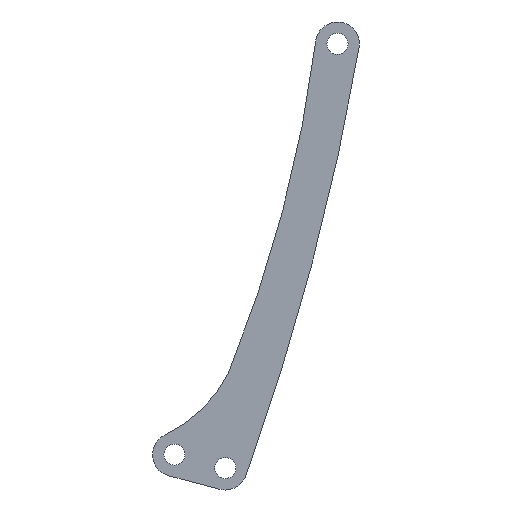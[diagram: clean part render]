
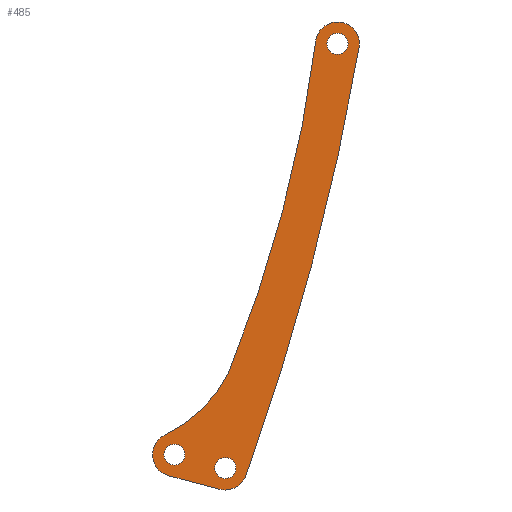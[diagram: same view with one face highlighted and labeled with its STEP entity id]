
A CAD part, front view. The second image highlights one B-rep face of the part: STEP entity #485.
In plain terms, the highlighted planar face has unit normal (0, -1, 0).
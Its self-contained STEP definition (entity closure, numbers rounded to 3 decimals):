
#32=CARTESIAN_POINT('',(-4.965,-1.8,0.87));
#33=VERTEX_POINT('',#32);
#51=CARTESIAN_POINT('',(-2.612,-1.8,2.522));
#52=VERTEX_POINT('',#51);
#59=CARTESIAN_POINT('',(-4.965,-1.8,3.37));
#60=DIRECTION('',(0.,1.,0.));
#61=DIRECTION('',(0.,-0.,1.));
#62=AXIS2_PLACEMENT_3D('',#59,#60,#61);
#63=CIRCLE('',#62,2.5);
#64=EDGE_CURVE('',#52,#33,#63,.T.);
#76=CARTESIAN_POINT('',(-5.604,-1.8,0.953));
#77=VERTEX_POINT('',#76);
#84=CARTESIAN_POINT('',(-11.404,-1.8,2.486));
#85=VERTEX_POINT('',#84);
#86=CARTESIAN_POINT('',(-5.604,-1.8,0.953));
#87=DIRECTION('',(-0.967,0.,0.256));
#88=VECTOR('',#87,6.);
#89=LINE('',#86,#88);
#90=EDGE_CURVE('',#77,#85,#89,.T.);
#115=CARTESIAN_POINT('',(-11.827,-1.8,7.167));
#116=VERTEX_POINT('',#115);
#117=CARTESIAN_POINT('',(-10.765,-1.8,4.903));
#118=DIRECTION('',(0.,1.,0.));
#119=DIRECTION('',(0.,-0.,1.));
#120=AXIS2_PLACEMENT_3D('',#117,#118,#119);
#121=CIRCLE('',#120,2.5);
#122=EDGE_CURVE('',#85,#116,#121,.T.);
#148=CARTESIAN_POINT('',(-4.643,-1.8,14.159));
#149=VERTEX_POINT('',#148);
#150=CARTESIAN_POINT('',(-18.33,-1.8,21.034));
#151=DIRECTION('',(0.,1.,0.));
#152=DIRECTION('',(0.,-0.,1.));
#153=AXIS2_PLACEMENT_3D('',#150,#151,#152);
#154=CIRCLE('',#153,15.317);
#155=EDGE_CURVE('',#149,#116,#154,.T.);
#181=CARTESIAN_POINT('',(5.335,-1.8,52.025));
#182=VERTEX_POINT('',#181);
#183=CARTESIAN_POINT('',(-143.461,-1.8,70.987));
#184=DIRECTION('',(0.,1.,0.));
#185=DIRECTION('',(0.,-0.,1.));
#186=AXIS2_PLACEMENT_3D('',#183,#184,#185);
#187=CIRCLE('',#186,150.);
#188=EDGE_CURVE('',#182,#149,#187,.T.);
#214=CARTESIAN_POINT('',(10.279,-1.8,51.283));
#215=VERTEX_POINT('',#214);
#216=CARTESIAN_POINT('',(7.815,-1.8,51.709));
#217=DIRECTION('',(0.,1.,0.));
#218=DIRECTION('',(0.,-0.,1.));
#219=AXIS2_PLACEMENT_3D('',#216,#217,#218);
#220=CIRCLE('',#219,2.5);
#221=EDGE_CURVE('',#182,#215,#220,.T.);
#246=CARTESIAN_POINT('',(-10.765,-1.8,3.703));
#247=VERTEX_POINT('',#246);
#256=CARTESIAN_POINT('',(-10.765,-1.8,6.103));
#257=VERTEX_POINT('',#256);
#258=CARTESIAN_POINT('',(-10.765,-1.8,4.903));
#259=DIRECTION('',(0.,1.,0.));
#260=DIRECTION('',(0.,-0.,1.));
#261=AXIS2_PLACEMENT_3D('',#258,#259,#260);
#262=CIRCLE('',#261,1.2);
#263=EDGE_CURVE('',#257,#247,#262,.T.);
#265=CARTESIAN_POINT('',(-10.765,-1.8,4.903));
#266=DIRECTION('',(0.,1.,0.));
#267=DIRECTION('',(0.,-0.,1.));
#268=AXIS2_PLACEMENT_3D('',#265,#266,#267);
#269=CIRCLE('',#268,1.2);
#270=EDGE_CURVE('',#247,#257,#269,.T.);
#298=CARTESIAN_POINT('',(-274.834,-1.8,100.577));
#299=DIRECTION('',(0.,1.,0.));
#300=DIRECTION('',(0.,-0.,1.));
#301=AXIS2_PLACEMENT_3D('',#298,#299,#300);
#302=CIRCLE('',#301,289.343);
#303=EDGE_CURVE('',#215,#52,#302,.T.);
#321=CARTESIAN_POINT('',(-4.965,-1.8,2.17));
#322=VERTEX_POINT('',#321);
#331=CARTESIAN_POINT('',(-4.965,-1.8,4.57));
#332=VERTEX_POINT('',#331);
#333=CARTESIAN_POINT('',(-4.965,-1.8,3.37));
#334=DIRECTION('',(0.,1.,0.));
#335=DIRECTION('',(0.,-0.,1.));
#336=AXIS2_PLACEMENT_3D('',#333,#334,#335);
#337=CIRCLE('',#336,1.2);
#338=EDGE_CURVE('',#332,#322,#337,.T.);
#340=CARTESIAN_POINT('',(-4.965,-1.8,3.37));
#341=DIRECTION('',(0.,1.,0.));
#342=DIRECTION('',(0.,-0.,1.));
#343=AXIS2_PLACEMENT_3D('',#340,#341,#342);
#344=CIRCLE('',#343,1.2);
#345=EDGE_CURVE('',#322,#332,#344,.T.);
#372=CARTESIAN_POINT('',(7.815,-1.8,50.509));
#373=VERTEX_POINT('',#372);
#382=CARTESIAN_POINT('',(7.815,-1.8,52.909));
#383=VERTEX_POINT('',#382);
#384=CARTESIAN_POINT('',(7.815,-1.8,51.709));
#385=DIRECTION('',(0.,1.,0.));
#386=DIRECTION('',(0.,-0.,1.));
#387=AXIS2_PLACEMENT_3D('',#384,#385,#386);
#388=CIRCLE('',#387,1.2);
#389=EDGE_CURVE('',#383,#373,#388,.T.);
#391=CARTESIAN_POINT('',(7.815,-1.8,51.709));
#392=DIRECTION('',(0.,1.,0.));
#393=DIRECTION('',(0.,-0.,1.));
#394=AXIS2_PLACEMENT_3D('',#391,#392,#393);
#395=CIRCLE('',#394,1.2);
#396=EDGE_CURVE('',#373,#383,#395,.T.);
#452=CARTESIAN_POINT('',(0.,-1.8,0.));
#453=DIRECTION('',(0.,-1.,0.));
#454=DIRECTION('',(-1.,0.,0.));
#455=AXIS2_PLACEMENT_3D('',#452,#453,#454);
#456=PLANE('',#455);
#457=ORIENTED_EDGE('',*,*,#338,.T.);
#458=ORIENTED_EDGE('',*,*,#345,.T.);
#459=EDGE_LOOP('',(#457,#458));
#460=FACE_BOUND('',#459,.T.);
#461=CARTESIAN_POINT('',(-4.965,-1.8,3.37));
#462=DIRECTION('',(0.,1.,0.));
#463=DIRECTION('',(0.,-0.,1.));
#464=AXIS2_PLACEMENT_3D('',#461,#462,#463);
#465=CIRCLE('',#464,2.5);
#466=EDGE_CURVE('',#33,#77,#465,.T.);
#467=ORIENTED_EDGE('',*,*,#466,.F.);
#468=ORIENTED_EDGE('',*,*,#64,.F.);
#469=ORIENTED_EDGE('',*,*,#303,.F.);
#470=ORIENTED_EDGE('',*,*,#221,.F.);
#471=ORIENTED_EDGE('',*,*,#188,.T.);
#472=ORIENTED_EDGE('',*,*,#155,.T.);
#473=ORIENTED_EDGE('',*,*,#122,.F.);
#474=ORIENTED_EDGE('',*,*,#90,.F.);
#475=EDGE_LOOP('',(#467,#468,#469,#470,#471,#472,#473,#474));
#476=FACE_BOUND('',#475,.T.);
#477=ORIENTED_EDGE('',*,*,#263,.T.);
#478=ORIENTED_EDGE('',*,*,#270,.T.);
#479=EDGE_LOOP('',(#477,#478));
#480=FACE_BOUND('',#479,.T.);
#481=ORIENTED_EDGE('',*,*,#389,.T.);
#482=ORIENTED_EDGE('',*,*,#396,.T.);
#483=EDGE_LOOP('',(#481,#482));
#484=FACE_BOUND('',#483,.T.);
#485=ADVANCED_FACE('',(#460,#476,#480,#484),#456,.T.);
